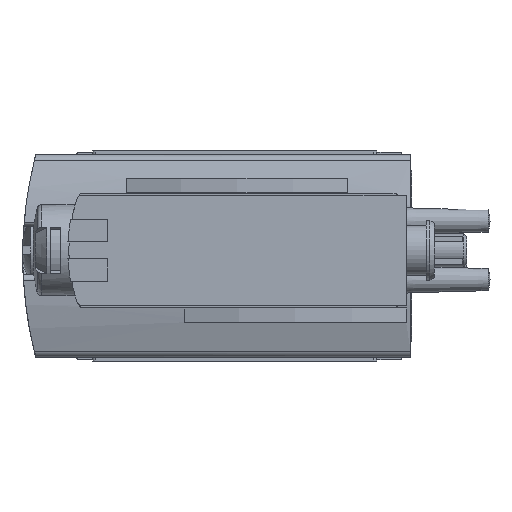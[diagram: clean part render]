
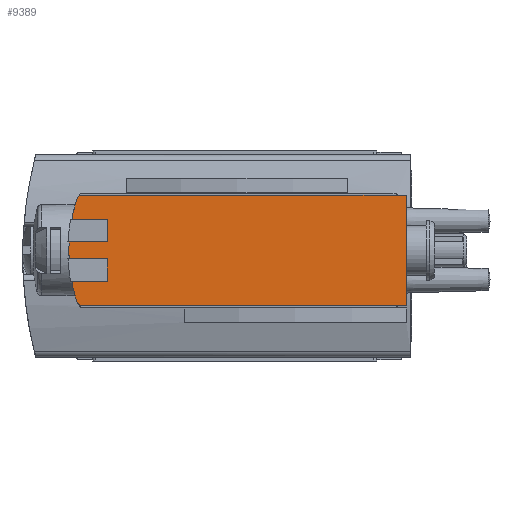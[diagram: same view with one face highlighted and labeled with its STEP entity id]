
A CAD part, left-side view. The second image highlights one B-rep face of the part: STEP entity #9389.
In plain terms, the highlighted face is planar.
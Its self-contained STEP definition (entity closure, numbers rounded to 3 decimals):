
#148=PLANE('',#10099);
#497=CIRCLE('',#10017,15.);
#499=CIRCLE('',#10019,15.);
#501=CIRCLE('',#10021,15.);
#543=CIRCLE('',#10100,0.5);
#544=CIRCLE('',#10101,0.5);
#1094=LINE('',#14623,#1879);
#1095=LINE('',#14625,#1880);
#1096=LINE('',#14627,#1881);
#1097=LINE('',#14628,#1882);
#1098=LINE('',#14630,#1883);
#1099=LINE('',#14632,#1884);
#1100=LINE('',#14635,#1885);
#1101=LINE('',#14637,#1886);
#1102=LINE('',#14639,#1887);
#1879=VECTOR('',#11425,1000.);
#1880=VECTOR('',#11426,1000.);
#1881=VECTOR('',#11427,1000.);
#1882=VECTOR('',#11428,1000.);
#1883=VECTOR('',#11429,1000.);
#1884=VECTOR('',#11430,1000.);
#1885=VECTOR('',#11433,1000.);
#1886=VECTOR('',#11434,1000.);
#1887=VECTOR('',#11435,1000.);
#2818=ORIENTED_EDGE('',*,*,#5507,.F.);
#2819=ORIENTED_EDGE('',*,*,#5508,.F.);
#2820=ORIENTED_EDGE('',*,*,#5509,.F.);
#2821=ORIENTED_EDGE('',*,*,#5343,.F.);
#2822=ORIENTED_EDGE('',*,*,#5510,.F.);
#2823=ORIENTED_EDGE('',*,*,#5511,.F.);
#2824=ORIENTED_EDGE('',*,*,#5512,.F.);
#2825=ORIENTED_EDGE('',*,*,#5339,.F.);
#2826=ORIENTED_EDGE('',*,*,#5513,.F.);
#2827=ORIENTED_EDGE('',*,*,#5514,.F.);
#2828=ORIENTED_EDGE('',*,*,#5515,.F.);
#2829=ORIENTED_EDGE('',*,*,#5516,.F.);
#2830=ORIENTED_EDGE('',*,*,#5517,.F.);
#2831=ORIENTED_EDGE('',*,*,#5335,.F.);
#5335=EDGE_CURVE('',#6699,#6701,#497,.T.);
#5339=EDGE_CURVE('',#6704,#6705,#499,.T.);
#5343=EDGE_CURVE('',#6708,#6709,#501,.T.);
#5507=EDGE_CURVE('',#6841,#6699,#1094,.T.);
#5508=EDGE_CURVE('',#6842,#6841,#1095,.T.);
#5509=EDGE_CURVE('',#6709,#6842,#1096,.T.);
#5510=EDGE_CURVE('',#6843,#6708,#1097,.T.);
#5511=EDGE_CURVE('',#6844,#6843,#1098,.T.);
#5512=EDGE_CURVE('',#6705,#6844,#1099,.T.);
#5513=EDGE_CURVE('',#6845,#6704,#543,.T.);
#5514=EDGE_CURVE('',#6846,#6845,#1100,.T.);
#5515=EDGE_CURVE('',#6847,#6846,#1101,.T.);
#5516=EDGE_CURVE('',#6848,#6847,#1102,.T.);
#5517=EDGE_CURVE('',#6701,#6848,#544,.T.);
#6699=VERTEX_POINT('',#14239);
#6701=VERTEX_POINT('',#14242);
#6704=VERTEX_POINT('',#14248);
#6705=VERTEX_POINT('',#14250);
#6708=VERTEX_POINT('',#14256);
#6709=VERTEX_POINT('',#14258);
#6841=VERTEX_POINT('',#14624);
#6842=VERTEX_POINT('',#14626);
#6843=VERTEX_POINT('',#14629);
#6844=VERTEX_POINT('',#14631);
#6845=VERTEX_POINT('',#14634);
#6846=VERTEX_POINT('',#14636);
#6847=VERTEX_POINT('',#14638);
#6848=VERTEX_POINT('',#14640);
#7703=EDGE_LOOP('',(#2818,#2819,#2820,#2821,#2822,#2823,#2824,#2825,#2826,
#2827,#2828,#2829,#2830,#2831));
#8477=FACE_BOUND('',#7703,.T.);
#9389=ADVANCED_FACE('',(#8477),#148,.F.);
#10017=AXIS2_PLACEMENT_3D('',#14241,#11152,#11153);
#10019=AXIS2_PLACEMENT_3D('',#14249,#11158,#11159);
#10021=AXIS2_PLACEMENT_3D('',#14257,#11164,#11165);
#10099=AXIS2_PLACEMENT_3D('',#14622,#11423,#11424);
#10100=AXIS2_PLACEMENT_3D('',#14633,#11431,#11432);
#10101=AXIS2_PLACEMENT_3D('',#14641,#11436,#11437);
#11152=DIRECTION('',(0.,0.,1.));
#11153=DIRECTION('',(1.,0.,0.));
#11158=DIRECTION('',(0.,0.,1.));
#11159=DIRECTION('',(1.,0.,0.));
#11164=DIRECTION('',(0.,0.,1.));
#11165=DIRECTION('',(1.,0.,0.));
#11423=DIRECTION('',(0.,0.,1.));
#11424=DIRECTION('',(1.,0.,0.));
#11425=DIRECTION('',(0.,1.,0.));
#11426=DIRECTION('',(-1.,0.,0.));
#11427=DIRECTION('',(0.,-1.,0.));
#11428=DIRECTION('',(0.,1.,0.));
#11429=DIRECTION('',(-1.,0.,0.));
#11430=DIRECTION('',(0.,-1.,0.));
#11431=DIRECTION('',(0.,0.,1.));
#11432=DIRECTION('',(1.,0.,0.));
#11433=DIRECTION('',(0.,1.,0.));
#11434=DIRECTION('',(1.,0.,0.));
#11435=DIRECTION('',(0.,-1.,0.));
#11436=DIRECTION('',(0.,0.,1.));
#11437=DIRECTION('',(1.,0.,0.));
#14239=CARTESIAN_POINT('',(-2.75,30.146,-23.15));
#14241=CARTESIAN_POINT('',(0.,15.4,-23.15));
#14242=CARTESIAN_POINT('',(-4.552,29.693,-23.15));
#14248=CARTESIAN_POINT('',(4.552,29.693,-23.15));
#14249=CARTESIAN_POINT('',(0.,15.4,-23.15));
#14250=CARTESIAN_POINT('',(2.75,30.146,-23.15));
#14256=CARTESIAN_POINT('',(0.75,30.381,-23.15));
#14257=CARTESIAN_POINT('',(0.,15.4,-23.15));
#14258=CARTESIAN_POINT('',(-0.75,30.381,-23.15));
#14622=CARTESIAN_POINT('',(-4.4,29.216,-23.15));
#14623=CARTESIAN_POINT('',(-2.75,29.216,-23.15));
#14624=CARTESIAN_POINT('',(-2.75,27.,-23.15));
#14625=CARTESIAN_POINT('',(-4.4,27.,-23.15));
#14626=CARTESIAN_POINT('',(-0.75,27.,-23.15));
#14627=CARTESIAN_POINT('',(-0.75,29.216,-23.15));
#14628=CARTESIAN_POINT('',(0.75,29.216,-23.15));
#14629=CARTESIAN_POINT('',(0.75,27.,-23.15));
#14630=CARTESIAN_POINT('',(-4.4,27.,-23.15));
#14631=CARTESIAN_POINT('',(2.75,27.,-23.15));
#14632=CARTESIAN_POINT('',(2.75,29.216,-23.15));
#14633=CARTESIAN_POINT('',(4.4,29.216,-23.15));
#14634=CARTESIAN_POINT('',(4.9,29.216,-23.15));
#14635=CARTESIAN_POINT('',(4.9,0.,-23.15));
#14636=CARTESIAN_POINT('',(4.9,0.4,-23.15));
#14637=CARTESIAN_POINT('',(-4.4,0.4,-23.15));
#14638=CARTESIAN_POINT('',(-4.9,0.4,-23.15));
#14639=CARTESIAN_POINT('',(-4.9,29.216,-23.15));
#14640=CARTESIAN_POINT('',(-4.9,29.216,-23.15));
#14641=CARTESIAN_POINT('',(-4.4,29.216,-23.15));
